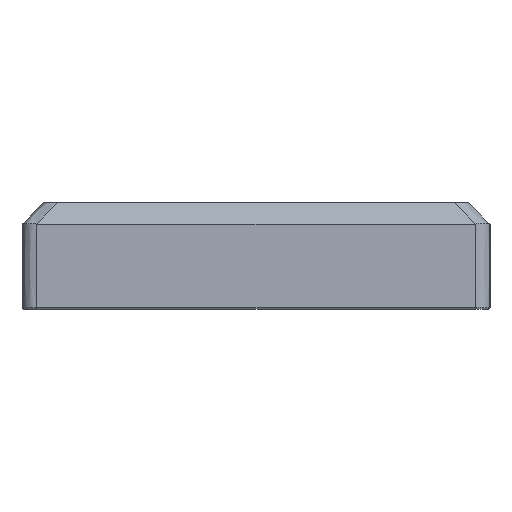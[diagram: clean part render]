
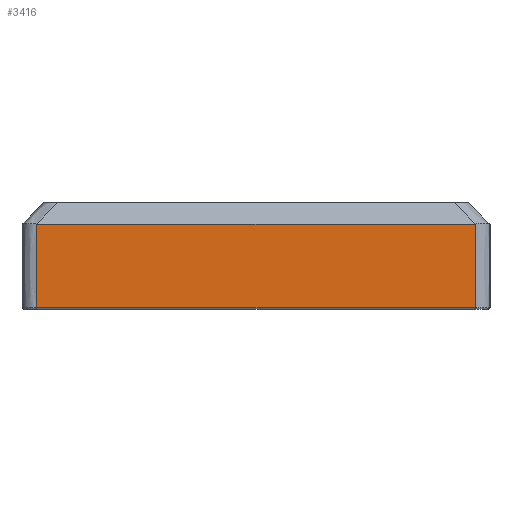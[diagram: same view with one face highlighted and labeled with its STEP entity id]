
A CAD part, left-side view. The second image highlights one B-rep face of the part: STEP entity #3416.
In plain terms, the highlighted planar face has unit normal (-1, 0, 0).
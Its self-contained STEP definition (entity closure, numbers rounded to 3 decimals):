
#135=B_SPLINE_CURVE_WITH_KNOTS('',3,(#5648,#5649,#5650,#5651),
 .UNSPECIFIED.,.F.,.F.,(4,4),(-1.635,0.08),
 .UNSPECIFIED.);
#138=B_SPLINE_CURVE_WITH_KNOTS('',3,(#5671,#5672,#5673,#5674),
 .UNSPECIFIED.,.F.,.F.,(4,4),(-0.08,1.635),
 .UNSPECIFIED.);
#421=FACE_OUTER_BOUND('',#628,.T.);
#628=EDGE_LOOP('',(#2625,#2626,#2627,#2628));
#893=LINE('',#5508,#1204);
#908=LINE('',#5675,#1219);
#1204=VECTOR('',#4353,10.);
#1219=VECTOR('',#4398,10.);
#1527=VERTEX_POINT('',#5457);
#1529=VERTEX_POINT('',#5506);
#1542=VERTEX_POINT('',#5647);
#1544=VERTEX_POINT('',#5670);
#1921=EDGE_CURVE('',#1529,#1527,#893,.T.);
#1946=EDGE_CURVE('',#1527,#1542,#135,.T.);
#1949=EDGE_CURVE('',#1544,#1529,#138,.T.);
#1950=EDGE_CURVE('',#1542,#1544,#908,.F.);
#2625=ORIENTED_EDGE('',*,*,#1921,.F.);
#2626=ORIENTED_EDGE('',*,*,#1949,.F.);
#2627=ORIENTED_EDGE('',*,*,#1950,.F.);
#2628=ORIENTED_EDGE('',*,*,#1946,.F.);
#3256=PLANE('',#3717);
#3416=ADVANCED_FACE('',(#421),#3256,.T.);
#3717=AXIS2_PLACEMENT_3D('',#5669,#4396,#4397);
#4353=DIRECTION('',(0.,1.,0.));
#4396=DIRECTION('center_axis',(-1.,0.,0.));
#4397=DIRECTION('ref_axis',(0.,-1.,0.));
#4398=DIRECTION('',(0.,1.,0.));
#5457=CARTESIAN_POINT('',(59.256,-45.588,-12.15));
#5506=CARTESIAN_POINT('',(59.256,-135.387,-12.15));
#5508=CARTESIAN_POINT('',(59.256,-67.438,-12.15));
#5647=CARTESIAN_POINT('',(59.256,-45.588,5.));
#5648=CARTESIAN_POINT('Ctrl Pts',(59.256,-45.588,-12.15));
#5649=CARTESIAN_POINT('Ctrl Pts',(59.256,-45.588,-6.433));
#5650=CARTESIAN_POINT('Ctrl Pts',(59.256,-45.588,-0.717));
#5651=CARTESIAN_POINT('Ctrl Pts',(59.256,-45.588,5.));
#5669=CARTESIAN_POINT('Origin',(59.256,-44.388,1.6));
#5670=CARTESIAN_POINT('',(59.256,-135.387,5.));
#5671=CARTESIAN_POINT('Ctrl Pts',(59.256,-135.387,5.));
#5672=CARTESIAN_POINT('Ctrl Pts',(59.256,-135.387,-0.717));
#5673=CARTESIAN_POINT('Ctrl Pts',(59.256,-135.387,-6.433));
#5674=CARTESIAN_POINT('Ctrl Pts',(59.256,-135.387,-12.15));
#5675=CARTESIAN_POINT('',(59.256,-55.913,5.));
